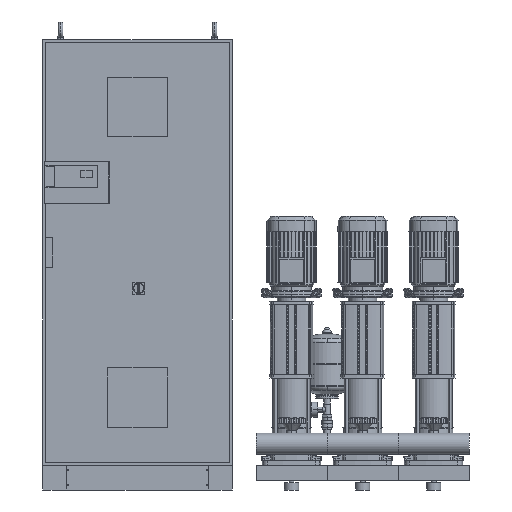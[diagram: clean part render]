
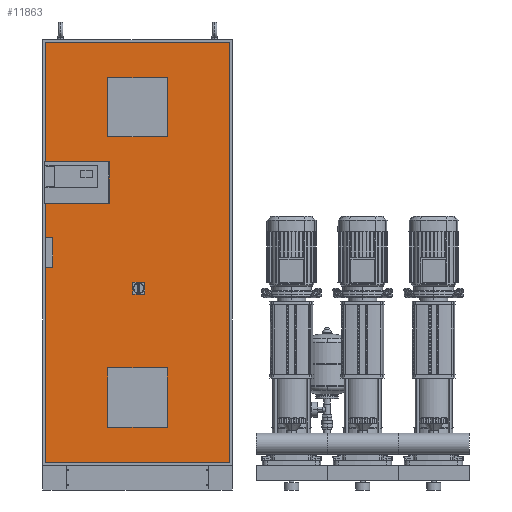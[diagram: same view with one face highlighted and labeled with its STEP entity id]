
A CAD part, front view. The second image highlights one B-rep face of the part: STEP entity #11863.
In plain terms, the highlighted planar face has unit normal (0, -1, 0).
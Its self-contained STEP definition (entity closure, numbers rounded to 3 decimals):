
#10981=CARTESIAN_POINT('',(-858.0,-262.5,940.0));
#10982=VERTEX_POINT('',#10981);
#10989=CARTESIAN_POINT('',(-858.0,-262.5,1065.0));
#10990=VERTEX_POINT('',#10989);
#10991=CARTESIAN_POINT('',(-858.0,-262.5,1065.0));
#10992=DIRECTION('',(0.0,0.0,-1.0));
#10993=VECTOR('',#10992,125.0);
#10994=LINE('',#10991,#10993);
#10995=EDGE_CURVE('',#10990,#10982,#10994,.T.);
#11019=CARTESIAN_POINT('',(-888.0,-262.5,940.0));
#11020=VERTEX_POINT('',#11019);
#11027=CARTESIAN_POINT('',(-858.0,-262.5,940.0));
#11028=DIRECTION('',(-1.0,0.0,0.0));
#11029=VECTOR('',#11028,30.0);
#11030=LINE('',#11027,#11029);
#11031=EDGE_CURVE('',#10982,#11020,#11030,.T.);
#11050=CARTESIAN_POINT('',(-888.0,-262.5,1065.0));
#11051=VERTEX_POINT('',#11050);
#11058=CARTESIAN_POINT('',(-888.0,-262.5,940.0));
#11059=DIRECTION('',(0.0,0.0,1.0));
#11060=VECTOR('',#11059,125.0);
#11061=LINE('',#11058,#11060);
#11062=EDGE_CURVE('',#11020,#11051,#11061,.T.);
#11080=CARTESIAN_POINT('',(-888.0,-262.5,1065.0));
#11081=DIRECTION('',(1.0,0.0,0.0));
#11082=VECTOR('',#11081,30.0);
#11083=LINE('',#11080,#11082);
#11084=EDGE_CURVE('',#11051,#10990,#11083,.T.);
#11147=CARTESIAN_POINT('',(-890.0,-262.5,1210.0));
#11148=VERTEX_POINT('',#11147);
#11165=CARTESIAN_POINT('',(-890.0,-262.5,115.0));
#11166=VERTEX_POINT('',#11165);
#11173=CARTESIAN_POINT('',(-890.0,-262.5,115.0));
#11174=DIRECTION('',(0.0,0.0,1.0));
#11175=VECTOR('',#11174,1095.0);
#11176=LINE('',#11173,#11175);
#11177=EDGE_CURVE('',#11166,#11148,#11176,.T.);
#11195=CARTESIAN_POINT('',(-620.0,-262.5,1385.0));
#11196=VERTEX_POINT('',#11195);
#11203=CARTESIAN_POINT('',(-890.0,-262.5,1385.0));
#11204=VERTEX_POINT('',#11203);
#11205=CARTESIAN_POINT('',(-890.0,-262.5,1385.0));
#11206=DIRECTION('',(1.0,0.0,0.0));
#11207=VECTOR('',#11206,270.0);
#11208=LINE('',#11205,#11207);
#11209=EDGE_CURVE('',#11204,#11196,#11208,.T.);
#11242=CARTESIAN_POINT('',(-620.0,-262.5,1210.0));
#11243=VERTEX_POINT('',#11242);
#11250=CARTESIAN_POINT('',(-620.0,-262.5,1385.0));
#11251=DIRECTION('',(0.0,0.0,-1.0));
#11252=VECTOR('',#11251,175.0);
#11253=LINE('',#11250,#11252);
#11254=EDGE_CURVE('',#11196,#11243,#11253,.T.);
#11279=CARTESIAN_POINT('',(-620.0,-262.5,1210.0));
#11280=DIRECTION('',(-1.0,0.0,0.0));
#11281=VECTOR('',#11280,270.0);
#11282=LINE('',#11279,#11281);
#11283=EDGE_CURVE('',#11243,#11148,#11282,.T.);
#11322=CARTESIAN_POINT('',(-375.,-262.5,1740.0));
#11323=VERTEX_POINT('',#11322);
#11330=CARTESIAN_POINT('',(-625.,-262.5,1740.0));
#11331=VERTEX_POINT('',#11330);
#11332=CARTESIAN_POINT('',(-625.,-262.5,1740.0));
#11333=DIRECTION('',(1.0,0.0,0.0));
#11334=VECTOR('',#11333,250.0);
#11335=LINE('',#11332,#11334);
#11336=EDGE_CURVE('',#11331,#11323,#11335,.T.);
#11360=CARTESIAN_POINT('',(-375.,-262.5,1490.0));
#11361=VERTEX_POINT('',#11360);
#11368=CARTESIAN_POINT('',(-375.,-262.5,1740.0));
#11369=DIRECTION('',(0.0,0.0,-1.0));
#11370=VECTOR('',#11369,250.0);
#11371=LINE('',#11368,#11370);
#11372=EDGE_CURVE('',#11323,#11361,#11371,.T.);
#11391=CARTESIAN_POINT('',(-625.0,-262.5,1490.0));
#11392=VERTEX_POINT('',#11391);
#11399=CARTESIAN_POINT('',(-375.,-262.5,1490.0));
#11400=DIRECTION('',(-1.0,0.0,0.0));
#11401=VECTOR('',#11400,250.);
#11402=LINE('',#11399,#11401);
#11403=EDGE_CURVE('',#11361,#11392,#11402,.T.);
#11421=CARTESIAN_POINT('',(-625.0,-262.5,1490.0));
#11422=DIRECTION('',(0.0,0.0,1.0));
#11423=VECTOR('',#11422,250.0);
#11424=LINE('',#11421,#11423);
#11425=EDGE_CURVE('',#11392,#11331,#11424,.T.);
#11458=CARTESIAN_POINT('',(-375.0,-262.5,265.0));
#11459=VERTEX_POINT('',#11458);
#11466=CARTESIAN_POINT('',(-375.0,-262.5,515.0));
#11467=VERTEX_POINT('',#11466);
#11468=CARTESIAN_POINT('',(-375.0,-262.5,515.0));
#11469=DIRECTION('',(0.0,0.0,-1.0));
#11470=VECTOR('',#11469,250.0);
#11471=LINE('',#11468,#11470);
#11472=EDGE_CURVE('',#11467,#11459,#11471,.T.);
#11496=CARTESIAN_POINT('',(-625.,-262.5,265.0));
#11497=VERTEX_POINT('',#11496);
#11504=CARTESIAN_POINT('',(-375.0,-262.5,265.0));
#11505=DIRECTION('',(-1.0,0.0,0.0));
#11506=VECTOR('',#11505,250.);
#11507=LINE('',#11504,#11506);
#11508=EDGE_CURVE('',#11459,#11497,#11507,.T.);
#11527=CARTESIAN_POINT('',(-625.0,-262.5,515.0));
#11528=VERTEX_POINT('',#11527);
#11535=CARTESIAN_POINT('',(-625.,-262.5,265.0));
#11536=DIRECTION('',(0.0,0.0,1.0));
#11537=VECTOR('',#11536,250.0);
#11538=LINE('',#11535,#11537);
#11539=EDGE_CURVE('',#11497,#11528,#11538,.T.);
#11557=CARTESIAN_POINT('',(-625.0,-262.5,515.0));
#11558=DIRECTION('',(1.0,0.0,0.0));
#11559=VECTOR('',#11558,250.0);
#11560=LINE('',#11557,#11559);
#11561=EDGE_CURVE('',#11528,#11467,#11560,.T.);
#11720=CARTESIAN_POINT('',(-110.,-262.5,1890.0));
#11721=VERTEX_POINT('',#11720);
#11722=CARTESIAN_POINT('',(-110.0,-262.5,115.0));
#11723=VERTEX_POINT('',#11722);
#11724=CARTESIAN_POINT('',(-110.,-262.5,1890.0));
#11725=DIRECTION('',(0.0,0.0,-1.0));
#11726=VECTOR('',#11725,1775.0);
#11727=LINE('',#11724,#11726);
#11728=EDGE_CURVE('',#11721,#11723,#11727,.T.);
#11760=CARTESIAN_POINT('',(-110.0,-262.5,115.0));
#11761=DIRECTION('',(-1.0,0.0,0.0));
#11762=VECTOR('',#11761,780.0);
#11763=LINE('',#11760,#11762);
#11764=EDGE_CURVE('',#11723,#11166,#11763,.T.);
#11783=CARTESIAN_POINT('',(-890.0,-262.5,1890.0));
#11784=VERTEX_POINT('',#11783);
#11785=CARTESIAN_POINT('',(-890.0,-262.5,1385.0));
#11786=DIRECTION('',(0.0,0.0,1.0));
#11787=VECTOR('',#11786,505.0);
#11788=LINE('',#11785,#11787);
#11789=EDGE_CURVE('',#11204,#11784,#11788,.T.);
#11813=CARTESIAN_POINT('',(-890.0,-262.5,1890.0));
#11814=DIRECTION('',(1.0,0.0,0.0));
#11815=VECTOR('',#11814,780.);
#11816=LINE('',#11813,#11815);
#11817=EDGE_CURVE('',#11784,#11721,#11816,.T.);
#11830=CARTESIAN_POINT('',(-500.,-262.5,1002.5));
#11831=DIRECTION('',(0.0,1.0,0.0));
#11832=DIRECTION('',(0.0,0.0,1.0));
#11833=AXIS2_PLACEMENT_3D('',#11830,#11831,#11832);
#11834=PLANE('',#11833);
#11835=ORIENTED_EDGE('',*,*,#11283,.T.);
#11836=ORIENTED_EDGE('',*,*,#11177,.F.);
#11837=ORIENTED_EDGE('',*,*,#11764,.F.);
#11838=ORIENTED_EDGE('',*,*,#11728,.F.);
#11839=ORIENTED_EDGE('',*,*,#11817,.F.);
#11840=ORIENTED_EDGE('',*,*,#11789,.F.);
#11841=ORIENTED_EDGE('',*,*,#11209,.T.);
#11842=ORIENTED_EDGE('',*,*,#11254,.T.);
#11843=EDGE_LOOP('',(#11835,#11836,#11837,#11838,#11839,#11840,#11841,#11842));
#11844=FACE_OUTER_BOUND('',#11843,.T.);
#11845=ORIENTED_EDGE('',*,*,#10995,.T.);
#11846=ORIENTED_EDGE('',*,*,#11031,.T.);
#11847=ORIENTED_EDGE('',*,*,#11062,.T.);
#11848=ORIENTED_EDGE('',*,*,#11084,.T.);
#11849=EDGE_LOOP('',(#11845,#11846,#11847,#11848));
#11850=FACE_BOUND('',#11849,.T.);
#11851=ORIENTED_EDGE('',*,*,#11336,.T.);
#11852=ORIENTED_EDGE('',*,*,#11372,.T.);
#11853=ORIENTED_EDGE('',*,*,#11403,.T.);
#11854=ORIENTED_EDGE('',*,*,#11425,.T.);
#11855=EDGE_LOOP('',(#11851,#11852,#11853,#11854));
#11856=FACE_BOUND('',#11855,.T.);
#11857=ORIENTED_EDGE('',*,*,#11472,.T.);
#11858=ORIENTED_EDGE('',*,*,#11508,.T.);
#11859=ORIENTED_EDGE('',*,*,#11539,.T.);
#11860=ORIENTED_EDGE('',*,*,#11561,.T.);
#11861=EDGE_LOOP('',(#11857,#11858,#11859,#11860));
#11862=FACE_BOUND('',#11861,.T.);
#11863=ADVANCED_FACE('',(#11844,#11850,#11856,#11862),#11834,.F.);
